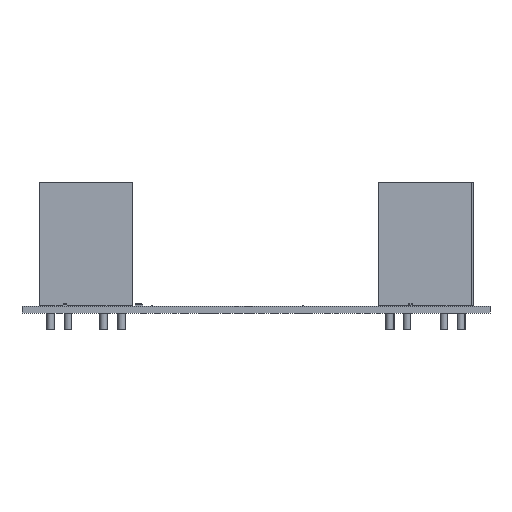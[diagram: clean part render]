
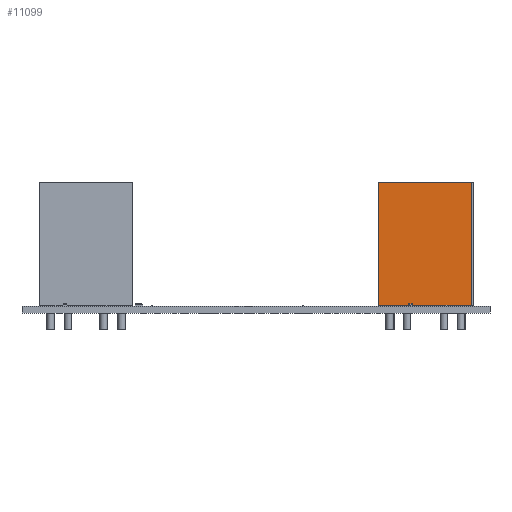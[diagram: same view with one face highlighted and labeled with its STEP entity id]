
A CAD part, front view. The second image highlights one B-rep face of the part: STEP entity #11099.
In plain terms, the highlighted planar face has unit normal (0, -1, 0).
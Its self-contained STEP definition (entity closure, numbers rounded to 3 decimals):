
#11074 = VERTEX_POINT('',#11075);
#11075 = CARTESIAN_POINT('',(17.58,-1.85,26.42));
#11081 = EDGE_CURVE('',#11082,#11074,#11084,.T.);
#11082 = VERTEX_POINT('',#11083);
#11083 = CARTESIAN_POINT('',(17.58,-1.85,0.));
#11084 = LINE('',#11085,#11086);
#11085 = CARTESIAN_POINT('',(17.58,-1.85,0.));
#11086 = VECTOR('',#11087,1.);
#11087 = DIRECTION('',(0.,0.,1.));
#11099 = ADVANCED_FACE('',(#11100),#11125,.T.);
#11100 = FACE_BOUND('',#11101,.T.);
#11101 = EDGE_LOOP('',(#11102,#11103,#11111,#11119));
#11102 = ORIENTED_EDGE('',*,*,#11081,.T.);
#11103 = ORIENTED_EDGE('',*,*,#11104,.T.);
#11104 = EDGE_CURVE('',#11074,#11105,#11107,.T.);
#11105 = VERTEX_POINT('',#11106);
#11106 = CARTESIAN_POINT('',(-2.34,-1.85,26.42));
#11107 = LINE('',#11108,#11109);
#11108 = CARTESIAN_POINT('',(17.58,-1.85,26.42));
#11109 = VECTOR('',#11110,1.);
#11110 = DIRECTION('',(-1.,0.,0.));
#11111 = ORIENTED_EDGE('',*,*,#11112,.F.);
#11112 = EDGE_CURVE('',#11113,#11105,#11115,.T.);
#11113 = VERTEX_POINT('',#11114);
#11114 = CARTESIAN_POINT('',(-2.34,-1.85,0.));
#11115 = LINE('',#11116,#11117);
#11116 = CARTESIAN_POINT('',(-2.34,-1.85,0.));
#11117 = VECTOR('',#11118,1.);
#11118 = DIRECTION('',(0.,0.,1.));
#11119 = ORIENTED_EDGE('',*,*,#11120,.F.);
#11120 = EDGE_CURVE('',#11082,#11113,#11121,.T.);
#11121 = LINE('',#11122,#11123);
#11122 = CARTESIAN_POINT('',(17.58,-1.85,0.));
#11123 = VECTOR('',#11124,1.);
#11124 = DIRECTION('',(-1.,0.,0.));
#11125 = PLANE('',#11126);
#11126 = AXIS2_PLACEMENT_3D('',#11127,#11128,#11129);
#11127 = CARTESIAN_POINT('',(17.58,-1.85,0.));
#11128 = DIRECTION('',(0.,-1.,0.));
#11129 = DIRECTION('',(-1.,0.,0.));
